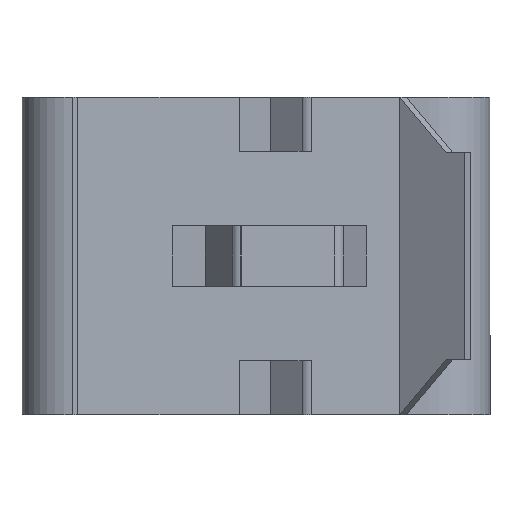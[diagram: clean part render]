
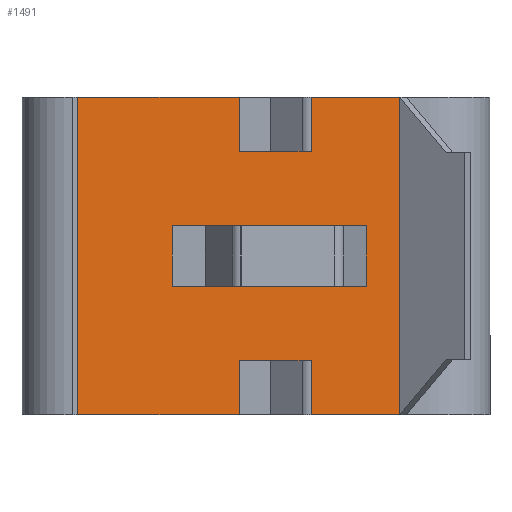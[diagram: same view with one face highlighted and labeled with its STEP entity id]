
A CAD part, left-side view. The second image highlights one B-rep face of the part: STEP entity #1491.
In plain terms, the highlighted planar face has unit normal (-0.995, -0.096, 0).
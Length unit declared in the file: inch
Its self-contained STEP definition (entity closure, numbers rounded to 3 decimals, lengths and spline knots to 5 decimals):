
#11 = ORIENTED_EDGE ( 'NONE', *, *, #1862, .T. ) ;
#17 = DIRECTION ( 'NONE',  ( 0., 0., 1. ) ) ;
#62 = VERTEX_POINT ( 'NONE', #617 ) ;
#80 = VECTOR ( 'NONE', #3153, 39.37008 ) ;
#156 = EDGE_CURVE ( 'NONE', #2526, #2886, #676, .T. ) ;
#166 = VECTOR ( 'NONE', #2068, 39.37008 ) ;
#179 = CARTESIAN_POINT ( 'NONE',  ( -0.06053, 0.06217, -0.1865 ) ) ;
#200 = VECTOR ( 'NONE', #936, 39.37008 ) ;
#224 = EDGE_CURVE ( 'NONE', #938, #1427, #719, .T. ) ;
#274 = LINE ( 'NONE', #3292, #200 ) ;
#276 = VECTOR ( 'NONE', #2019, 39.37008 ) ;
#377 = VERTEX_POINT ( 'NONE', #1958 ) ;
#409 = VERTEX_POINT ( 'NONE', #580 ) ;
#434 = EDGE_CURVE ( 'NONE', #1394, #3311, #2713, .T. ) ;
#449 = ORIENTED_EDGE ( 'NONE', *, *, #636, .T. ) ;
#455 = CARTESIAN_POINT ( 'NONE',  ( -0.05695, 0.02479, -0.313 ) ) ;
#456 = VERTEX_POINT ( 'NONE', #697 ) ;
#462 = CARTESIAN_POINT ( 'NONE',  ( -0.06572, 0.11633, -0.313 ) ) ;
#472 = DIRECTION ( 'NONE',  ( 0.095, -0.995, 0. ) ) ;
#546 = EDGE_CURVE ( 'NONE', #2664, #1932, #892, .T. ) ;
#562 = VECTOR ( 'NONE', #2083, 39.37008 ) ;
#580 = CARTESIAN_POINT ( 'NONE',  ( -0.06185, 0.07596, -0.1265 ) ) ;
#617 = CARTESIAN_POINT ( 'NONE',  ( -0.08777, 0.34627, -0.313 ) ) ;
#636 = EDGE_CURVE ( 'NONE', #1978, #740, #1216, .T. ) ;
#676 = LINE ( 'NONE', #1359, #2727 ) ;
#697 = CARTESIAN_POINT ( 'NONE',  ( -0.06572, 0.11633, -0.0535 ) ) ;
#709 = VECTOR ( 'NONE', #2808, 39.37008 ) ;
#719 = LINE ( 'NONE', #3167, #2644 ) ;
#739 = CARTESIAN_POINT ( 'NONE',  ( -0.0725, 0.187, 0. ) ) ;
#740 = VERTEX_POINT ( 'NONE', #1332 ) ;
#791 = CARTESIAN_POINT ( 'NONE',  ( -0.06053, 0.06217, -0.1265 ) ) ;
#822 = ORIENTED_EDGE ( 'NONE', *, *, #1641, .F. ) ;
#840 = VECTOR ( 'NONE', #3064, 39.37008 ) ;
#892 = LINE ( 'NONE', #1048, #3151 ) ;
#917 = VECTOR ( 'NONE', #3217, 39.37008 ) ;
#931 = LINE ( 'NONE', #1267, #166 ) ;
#936 = DIRECTION ( 'NONE',  ( -0.095, 0.995, 0. ) ) ;
#938 = VERTEX_POINT ( 'NONE', #2470 ) ;
#949 = CARTESIAN_POINT ( 'NONE',  ( -0.0725, 0.187, -0.0535 ) ) ;
#952 = CARTESIAN_POINT ( 'NONE',  ( -0.0725, 0.187, -0.313 ) ) ;
#972 = LINE ( 'NONE', #179, #276 ) ;
#974 = DIRECTION ( 'NONE',  ( 0., 0., -1. ) ) ;
#1023 = ORIENTED_EDGE ( 'NONE', *, *, #434, .F. ) ;
#1032 = CARTESIAN_POINT ( 'NONE',  ( -0.0725, 0.187, -0.2595 ) ) ;
#1035 = CARTESIAN_POINT ( 'NONE',  ( -0.05695, 0.02479, 0. ) ) ;
#1046 = CARTESIAN_POINT ( 'NONE',  ( -0.05735, 0.02898, 0. ) ) ;
#1048 = CARTESIAN_POINT ( 'NONE',  ( -0.07886, 0.25329, -0.1865 ) ) ;
#1109 = ORIENTED_EDGE ( 'NONE', *, *, #3042, .T. ) ;
#1110 = VECTOR ( 'NONE', #1847, 39.37008 ) ;
#1124 = ORIENTED_EDGE ( 'NONE', *, *, #156, .F. ) ;
#1152 = EDGE_CURVE ( 'NONE', #1932, #3172, #931, .T. ) ;
#1162 = VECTOR ( 'NONE', #3091, 39.37008 ) ;
#1168 = FACE_BOUND ( 'NONE', #1349, .T. ) ;
#1216 = LINE ( 'NONE', #1035, #1379 ) ;
#1267 = CARTESIAN_POINT ( 'NONE',  ( -0.06053, 0.06217, -0.1865 ) ) ;
#1310 = CARTESIAN_POINT ( 'NONE',  ( -0.05695, 0.02479, 0. ) ) ;
#1317 = PLANE ( 'NONE',  #3089 ) ;
#1331 = EDGE_CURVE ( 'NONE', #3172, #3032, #972, .T. ) ;
#1332 = CARTESIAN_POINT ( 'NONE',  ( -0.06572, 0.11633, 0. ) ) ;
#1349 = EDGE_LOOP ( 'NONE', ( #2056, #2789, #2535, #1505, #2394, #2873 ) ) ;
#1359 = CARTESIAN_POINT ( 'NONE',  ( -0.0725, 0.187, 0. ) ) ;
#1368 = DIRECTION ( 'NONE',  ( 0., 0., -1. ) ) ;
#1373 = VECTOR ( 'NONE', #17, 39.37008 ) ;
#1379 = VECTOR ( 'NONE', #2619, 39.37008 ) ;
#1394 = VERTEX_POINT ( 'NONE', #3351 ) ;
#1427 = VERTEX_POINT ( 'NONE', #1032 ) ;
#1491 = ADVANCED_FACE ( 'NONE', ( #1168, #1877 ), #1317, .F. ) ;
#1505 = ORIENTED_EDGE ( 'NONE', *, *, #1861, .F. ) ;
#1523 = CARTESIAN_POINT ( 'NONE',  ( -0.08777, 0.34627, 0. ) ) ;
#1579 = DIRECTION ( 'NONE',  ( -0.095, 0.995, 0. ) ) ;
#1585 = CARTESIAN_POINT ( 'NONE',  ( -0.07886, 0.25329, -0.1265 ) ) ;
#1587 = CARTESIAN_POINT ( 'NONE',  ( -0.05695, 0.02479, 0. ) ) ;
#1641 = EDGE_CURVE ( 'NONE', #1427, #377, #2862, .T. ) ;
#1654 = VECTOR ( 'NONE', #1674, 39.37008 ) ;
#1674 = DIRECTION ( 'NONE',  ( 0., 0., -1. ) ) ;
#1717 = CARTESIAN_POINT ( 'NONE',  ( -0.06185, 0.07596, -0.1865 ) ) ;
#1776 = CARTESIAN_POINT ( 'NONE',  ( -0.06053, 0.06217, -0.1865 ) ) ;
#1788 = DIRECTION ( 'NONE',  ( 0., 0., 1. ) ) ;
#1822 = CARTESIAN_POINT ( 'NONE',  ( -0.06053, 0.06217, -0.1865 ) ) ;
#1824 = LINE ( 'NONE', #791, #1110 ) ;
#1847 = DIRECTION ( 'NONE',  ( -0.095, 0.995, 0. ) ) ;
#1856 = EDGE_CURVE ( 'NONE', #2886, #456, #2646, .T. ) ;
#1861 = EDGE_CURVE ( 'NONE', #3032, #3008, #2561, .T. ) ;
#1862 = EDGE_CURVE ( 'NONE', #2023, #62, #1957, .T. ) ;
#1877 = FACE_OUTER_BOUND ( 'NONE', #3267, .T. ) ;
#1932 = VERTEX_POINT ( 'NONE', #2403 ) ;
#1957 = LINE ( 'NONE', #2145, #1162 ) ;
#1958 = CARTESIAN_POINT ( 'NONE',  ( -0.0725, 0.187, -0.313 ) ) ;
#1969 = CARTESIAN_POINT ( 'NONE',  ( -0.05735, 0.02898, 0. ) ) ;
#1978 = VERTEX_POINT ( 'NONE', #1046 ) ;
#2019 = DIRECTION ( 'NONE',  ( 0.095, -0.995, 0. ) ) ;
#2023 = VERTEX_POINT ( 'NONE', #1523 ) ;
#2056 = ORIENTED_EDGE ( 'NONE', *, *, #546, .F. ) ;
#2068 = DIRECTION ( 'NONE',  ( 0.095, -0.995, 0. ) ) ;
#2083 = DIRECTION ( 'NONE',  ( 0., 0., 1. ) ) ;
#2086 = EDGE_CURVE ( 'NONE', #409, #2664, #1824, .T. ) ;
#2145 = CARTESIAN_POINT ( 'NONE',  ( -0.08777, 0.34627, 0. ) ) ;
#2157 = EDGE_CURVE ( 'NONE', #938, #3311, #3141, .T. ) ;
#2173 = LINE ( 'NONE', #1310, #80 ) ;
#2249 = VECTOR ( 'NONE', #1788, 39.37008 ) ;
#2325 = CARTESIAN_POINT ( 'NONE',  ( -0.06572, 0.11633, -0.313 ) ) ;
#2334 = LINE ( 'NONE', #1969, #2249 ) ;
#2394 = ORIENTED_EDGE ( 'NONE', *, *, #1331, .F. ) ;
#2403 = CARTESIAN_POINT ( 'NONE',  ( -0.07886, 0.25329, -0.1865 ) ) ;
#2418 = EDGE_CURVE ( 'NONE', #377, #62, #3011, .T. ) ;
#2470 = CARTESIAN_POINT ( 'NONE',  ( -0.06572, 0.11633, -0.2595 ) ) ;
#2526 = VERTEX_POINT ( 'NONE', #739 ) ;
#2535 = ORIENTED_EDGE ( 'NONE', *, *, #2804, .F. ) ;
#2561 = LINE ( 'NONE', #1822, #562 ) ;
#2602 = EDGE_CURVE ( 'NONE', #2526, #2023, #2173, .T. ) ;
#2619 = DIRECTION ( 'NONE',  ( -0.095, 0.995, 0. ) ) ;
#2624 = EDGE_CURVE ( 'NONE', #456, #740, #2776, .T. ) ;
#2633 = DIRECTION ( 'NONE',  ( 0.995, 0.095, 0. ) ) ;
#2644 = VECTOR ( 'NONE', #1579, 39.37008 ) ;
#2646 = LINE ( 'NONE', #3256, #3358 ) ;
#2664 = VERTEX_POINT ( 'NONE', #1585 ) ;
#2713 = LINE ( 'NONE', #455, #709 ) ;
#2727 = VECTOR ( 'NONE', #1368, 39.37008 ) ;
#2759 = ORIENTED_EDGE ( 'NONE', *, *, #2157, .T. ) ;
#2776 = LINE ( 'NONE', #2888, #1373 ) ;
#2789 = ORIENTED_EDGE ( 'NONE', *, *, #2086, .F. ) ;
#2804 = EDGE_CURVE ( 'NONE', #3008, #409, #274, .T. ) ;
#2808 = DIRECTION ( 'NONE',  ( -0.095, 0.995, 0. ) ) ;
#2862 = LINE ( 'NONE', #952, #840 ) ;
#2873 = ORIENTED_EDGE ( 'NONE', *, *, #1152, .F. ) ;
#2886 = VERTEX_POINT ( 'NONE', #949 ) ;
#2888 = CARTESIAN_POINT ( 'NONE',  ( -0.06572, 0.11633, 0. ) ) ;
#2976 = ORIENTED_EDGE ( 'NONE', *, *, #2624, .F. ) ;
#3008 = VERTEX_POINT ( 'NONE', #3304 ) ;
#3011 = LINE ( 'NONE', #3029, #917 ) ;
#3014 = DIRECTION ( 'NONE',  ( -0.095, 0.995, 0. ) ) ;
#3029 = CARTESIAN_POINT ( 'NONE',  ( -0.05695, 0.02479, -0.313 ) ) ;
#3032 = VERTEX_POINT ( 'NONE', #1776 ) ;
#3042 = EDGE_CURVE ( 'NONE', #1394, #1978, #2334, .T. ) ;
#3064 = DIRECTION ( 'NONE',  ( 0., 0., -1. ) ) ;
#3089 = AXIS2_PLACEMENT_3D ( 'NONE', #1587, #2633, #3014 ) ;
#3091 = DIRECTION ( 'NONE',  ( 0., 0., -1. ) ) ;
#3141 = LINE ( 'NONE', #462, #1654 ) ;
#3151 = VECTOR ( 'NONE', #974, 39.37008 ) ;
#3153 = DIRECTION ( 'NONE',  ( -0.095, 0.995, 0. ) ) ;
#3167 = CARTESIAN_POINT ( 'NONE',  ( -0.06572, 0.11633, -0.2595 ) ) ;
#3172 = VERTEX_POINT ( 'NONE', #1717 ) ;
#3200 = ORIENTED_EDGE ( 'NONE', *, *, #2418, .F. ) ;
#3217 = DIRECTION ( 'NONE',  ( -0.095, 0.995, 0. ) ) ;
#3256 = CARTESIAN_POINT ( 'NONE',  ( -0.06572, 0.11633, -0.0535 ) ) ;
#3267 = EDGE_LOOP ( 'NONE', ( #3308, #2759, #1023, #1109, #449, #2976, #3352, #1124, #3333, #11, #3200, #822 ) ) ;
#3292 = CARTESIAN_POINT ( 'NONE',  ( -0.06053, 0.06217, -0.1265 ) ) ;
#3304 = CARTESIAN_POINT ( 'NONE',  ( -0.06053, 0.06217, -0.1265 ) ) ;
#3308 = ORIENTED_EDGE ( 'NONE', *, *, #224, .F. ) ;
#3311 = VERTEX_POINT ( 'NONE', #2325 ) ;
#3333 = ORIENTED_EDGE ( 'NONE', *, *, #2602, .T. ) ;
#3351 = CARTESIAN_POINT ( 'NONE',  ( -0.05735, 0.02898, -0.313 ) ) ;
#3352 = ORIENTED_EDGE ( 'NONE', *, *, #1856, .F. ) ;
#3358 = VECTOR ( 'NONE', #472, 39.37008 ) ;
